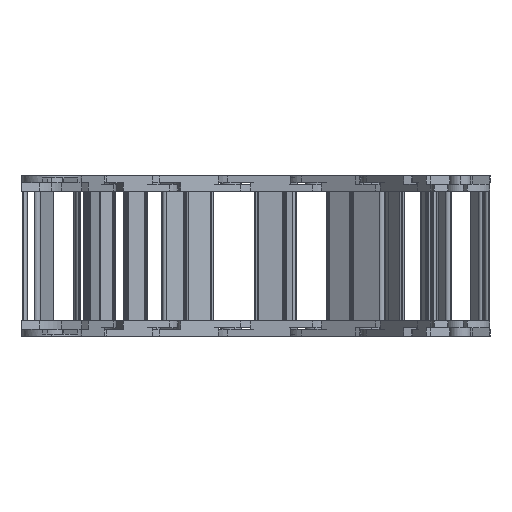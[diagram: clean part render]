
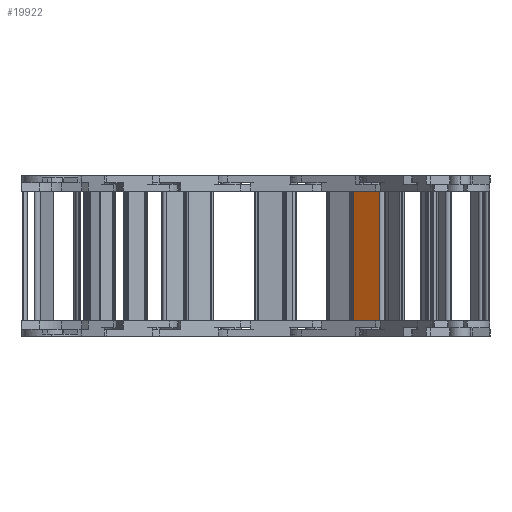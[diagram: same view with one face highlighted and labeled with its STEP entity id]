
A CAD part, left-side view. The second image highlights one B-rep face of the part: STEP entity #19922.
In plain terms, the highlighted planar face has unit normal (-0.871, 0.491, 0).
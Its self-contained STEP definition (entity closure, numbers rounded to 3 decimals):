
#3704 = AXIS2_PLACEMENT_3D ( 'NONE', #15727, #38512, #32877 ) ;
#4264 = EDGE_CURVE ( 'NONE', #19825, #54280, #43406, .T. ) ;
#8470 = DIRECTION ( 'NONE',  ( 0., 0., -1. ) ) ;
#9614 = CARTESIAN_POINT ( 'NONE',  ( 56.535, -126.515, -50. ) ) ;
#12094 = CARTESIAN_POINT ( 'NONE',  ( 55.46, -128.42, -50. ) ) ;
#15152 = VERTEX_POINT ( 'NONE', #9614 ) ;
#15727 = CARTESIAN_POINT ( 'NONE',  ( 62.778, -115.455, 0. ) ) ;
#16405 = ORIENTED_EDGE ( 'NONE', *, *, #45611, .T. ) ;
#19825 = VERTEX_POINT ( 'NONE', #72841 ) ;
#19922 = ADVANCED_FACE ( 'NONE', ( #32509 ), #55297, .T. ) ;
#21249 = VECTOR ( 'NONE', #71747, 1000. ) ;
#22420 = ORIENTED_EDGE ( 'NONE', *, *, #67497, .F. ) ;
#26208 = LINE ( 'NONE', #48988, #21249 ) ;
#27086 = EDGE_LOOP ( 'NONE', ( #32891, #16405, #22420, #46669 ) ) ;
#30518 = LINE ( 'NONE', #36498, #71968 ) ;
#32509 = FACE_OUTER_BOUND ( 'NONE', #27086, .T. ) ;
#32877 = DIRECTION ( 'NONE',  ( 0., 0., -1. ) ) ;
#32891 = ORIENTED_EDGE ( 'NONE', *, *, #4264, .T. ) ;
#34871 = CARTESIAN_POINT ( 'NONE',  ( 62.778, -115.455, -50. ) ) ;
#36498 = CARTESIAN_POINT ( 'NONE',  ( 56.535, -126.515, 0. ) ) ;
#36624 = EDGE_CURVE ( 'NONE', #70169, #19825, #26208, .T. ) ;
#37185 = VECTOR ( 'NONE', #54581, 1000. ) ;
#38512 = DIRECTION ( 'NONE',  ( -0.871, 0.492, 0. ) ) ;
#38745 = CARTESIAN_POINT ( 'NONE',  ( 56.535, -126.515, 0. ) ) ;
#43406 = LINE ( 'NONE', #48636, #37185 ) ;
#45611 = EDGE_CURVE ( 'NONE', #54280, #15152, #51329, .T. ) ;
#45804 = VECTOR ( 'NONE', #47204, 1000. ) ;
#46669 = ORIENTED_EDGE ( 'NONE', *, *, #36624, .T. ) ;
#47204 = DIRECTION ( 'NONE',  ( -0.492, -0.871, 0. ) ) ;
#48636 = CARTESIAN_POINT ( 'NONE',  ( 62.778, -115.455, 0. ) ) ;
#48988 = CARTESIAN_POINT ( 'NONE',  ( 59.656, -120.985, 0. ) ) ;
#51329 = LINE ( 'NONE', #12094, #45804 ) ;
#54280 = VERTEX_POINT ( 'NONE', #34871 ) ;
#54581 = DIRECTION ( 'NONE',  ( 0., 0., -1. ) ) ;
#55297 = PLANE ( 'NONE',  #3704 ) ;
#67497 = EDGE_CURVE ( 'NONE', #70169, #15152, #30518, .T. ) ;
#70169 = VERTEX_POINT ( 'NONE', #38745 ) ;
#71747 = DIRECTION ( 'NONE',  ( 0.492, 0.871, 0. ) ) ;
#71968 = VECTOR ( 'NONE', #8470, 1000. ) ;
#72841 = CARTESIAN_POINT ( 'NONE',  ( 62.778, -115.455, 0. ) ) ;
